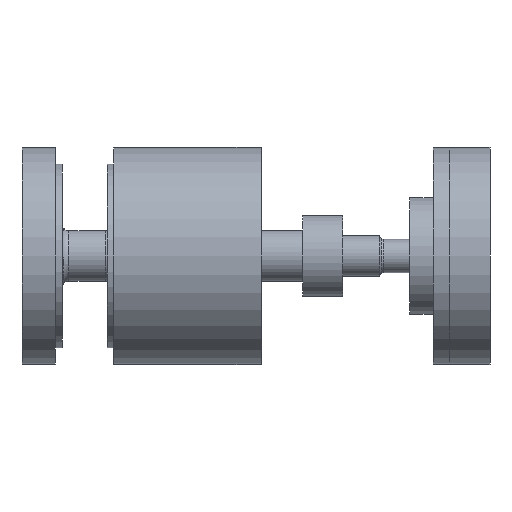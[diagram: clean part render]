
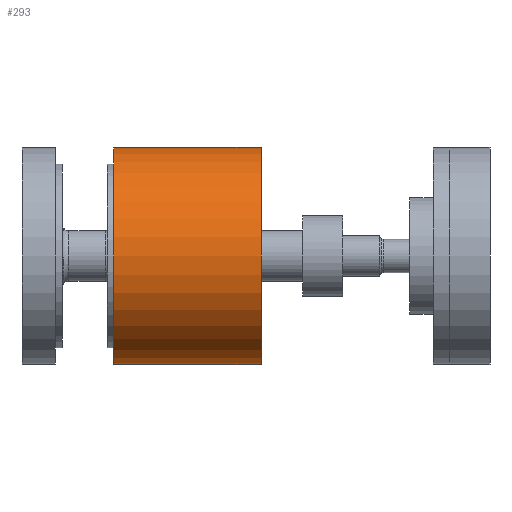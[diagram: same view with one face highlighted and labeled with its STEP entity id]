
A CAD part, front view. The second image highlights one B-rep face of the part: STEP entity #293.
In plain terms, the highlighted cylindrical face has radius 32.5 mm (diameter 65 mm), a partial arc.
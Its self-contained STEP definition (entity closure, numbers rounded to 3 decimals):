
#293=ADVANCED_FACE('',(#429),#1314,.T.);
#429=FACE_OUTER_BOUND('',#602,.F.);
#602=EDGE_LOOP('',(#1090,#1091,#1092,#1093));
#1090=ORIENTED_EDGE('',*,*,#2087,.F.);
#1091=ORIENTED_EDGE('',*,*,#2088,.F.);
#1092=ORIENTED_EDGE('',*,*,#2086,.T.);
#1093=ORIENTED_EDGE('',*,*,#2089,.T.);
#1314=CYLINDRICAL_SURFACE('',#2921,32.5);
#1728=LINE('',#4405,#1822);
#1729=LINE('',#4406,#1823);
#1822=VECTOR('',#3552,44.);
#1823=VECTOR('',#3553,44.);
#2086=EDGE_CURVE('',#2534,#2533,#1728,.T.);
#2087=EDGE_CURVE('',#2535,#2532,#1729,.T.);
#2088=EDGE_CURVE('',#2534,#2535,#2320,.T.);
#2089=EDGE_CURVE('',#2533,#2532,#2321,.T.);
#2320=CIRCLE('',#2883,32.5);
#2321=CIRCLE('',#2884,32.5);
#2532=VERTEX_POINT('',#4372);
#2533=VERTEX_POINT('',#4373);
#2534=VERTEX_POINT('',#4374);
#2535=VERTEX_POINT('',#4375);
#2883=AXIS2_PLACEMENT_3D('',#4407,#3554,#3555);
#2884=AXIS2_PLACEMENT_3D('',#4408,#3556,#3557);
#2921=AXIS2_PLACEMENT_3D('',#4479,#3664,#3665);
#3552=DIRECTION('',(1.,0.,0.));
#3553=DIRECTION('',(1.,0.,0.));
#3554=DIRECTION('',(1.,0.,0.));
#3555=DIRECTION('',(0.,0.,1.));
#3556=DIRECTION('',(1.,0.,0.));
#3557=DIRECTION('',(0.,0.,1.));
#3664=DIRECTION('',(1.,0.,0.));
#3665=DIRECTION('',(0.,0.,1.));
#4372=CARTESIAN_POINT('',(5.5,-59.,-32.5));
#4373=CARTESIAN_POINT('',(5.5,-59.,32.5));
#4374=CARTESIAN_POINT('',(-38.5,-59.,32.5));
#4375=CARTESIAN_POINT('',(-38.5,-59.,-32.5));
#4405=CARTESIAN_POINT('',(-38.5,-59.,32.5));
#4406=CARTESIAN_POINT('',(-38.5,-59.,-32.5));
#4407=CARTESIAN_POINT('',(-38.5,-59.,0.));
#4408=CARTESIAN_POINT('',(5.5,-59.,0.));
#4479=CARTESIAN_POINT('',(-40.5,-59.,0.));
